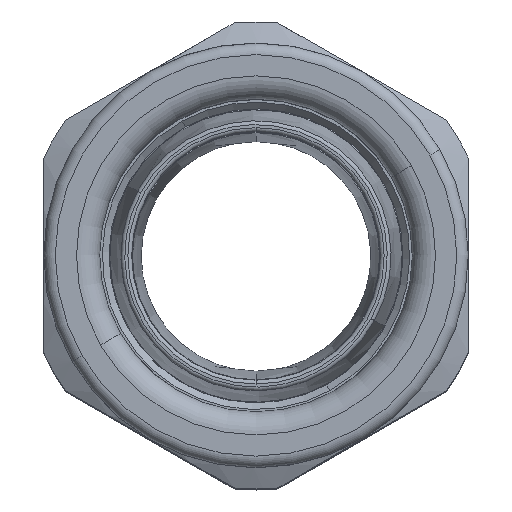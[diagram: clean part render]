
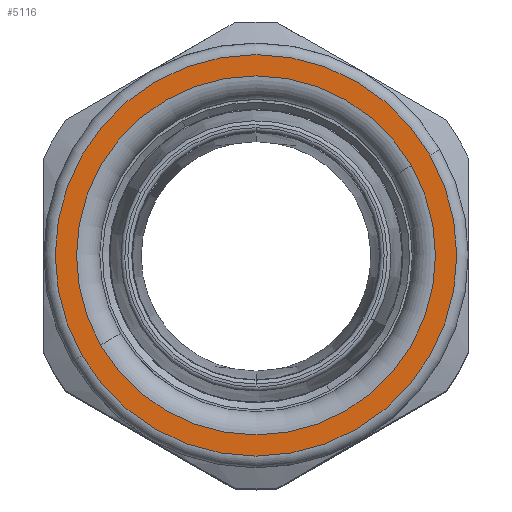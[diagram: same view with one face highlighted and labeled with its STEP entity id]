
A CAD part, top view. The second image highlights one B-rep face of the part: STEP entity #5116.
In plain terms, the highlighted planar face has unit normal (0, 0, 1).
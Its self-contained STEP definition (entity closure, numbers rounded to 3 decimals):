
#5004=AXIS2_PLACEMENT_3D('Circle Axis2P3D',#5002,#5003,$) ;
#5028=AXIS2_PLACEMENT_3D('Circle Axis2P3D',#5026,#5027,$) ;
#5092=AXIS2_PLACEMENT_3D('Plane Axis2P3D',#5089,#5090,#5091) ;
#5096=AXIS2_PLACEMENT_3D('Circle Axis2P3D',#5094,#5095,$) ;
#5105=AXIS2_PLACEMENT_3D('Circle Axis2P3D',#5103,#5104,$) ;
#4999=CARTESIAN_POINT('Vertex',(7.365,18.625,103.4)) ;
#5002=CARTESIAN_POINT('Axis2P3D Location',(27.5,30.25,103.4)) ;
#5006=CARTESIAN_POINT('Vertex',(47.635,41.875,103.4)) ;
#5026=CARTESIAN_POINT('Axis2P3D Location',(27.5,30.25,103.4)) ;
#5089=CARTESIAN_POINT('Axis2P3D Location',(27.5,30.25,103.4)) ;
#5094=CARTESIAN_POINT('Axis2P3D Location',(27.5,30.25,103.4)) ;
#5098=CARTESIAN_POINT('Vertex',(50.017,43.25,103.4)) ;
#5100=CARTESIAN_POINT('Vertex',(4.983,17.25,103.4)) ;
#5103=CARTESIAN_POINT('Axis2P3D Location',(27.5,30.25,103.4)) ;
#5003=DIRECTION('Axis2P3D Direction',(0.,0.,1.)) ;
#5027=DIRECTION('Axis2P3D Direction',(0.,0.,1.)) ;
#5090=DIRECTION('Axis2P3D Direction',(0.,0.,1.)) ;
#5091=DIRECTION('Axis2P3D XDirection',(-0.866,-0.5,0.)) ;
#5095=DIRECTION('Axis2P3D Direction',(0.,0.,1.)) ;
#5104=DIRECTION('Axis2P3D Direction',(0.,0.,1.)) ;
#5109=ORIENTED_EDGE('',*,*,#5102,.T.) ;
#5110=ORIENTED_EDGE('',*,*,#5107,.T.) ;
#5113=ORIENTED_EDGE('',*,*,#5030,.F.) ;
#5114=ORIENTED_EDGE('',*,*,#5008,.F.) ;
#5115=FACE_BOUND('',#5112,.T.) ;
#5116=ADVANCED_FACE('PartBody',(#5111,#5115),#5093,.T.) ;
#5005=CIRCLE('generated circle',#5004,23.25) ;
#5029=CIRCLE('generated circle',#5028,23.25) ;
#5097=CIRCLE('generated circle',#5096,26.) ;
#5106=CIRCLE('generated circle',#5105,26.) ;
#5008=EDGE_CURVE('',#5000,#5007,#5005,.T.) ;
#5030=EDGE_CURVE('',#5007,#5000,#5029,.T.) ;
#5102=EDGE_CURVE('',#5099,#5101,#5097,.T.) ;
#5107=EDGE_CURVE('',#5101,#5099,#5106,.T.) ;
#5108=EDGE_LOOP('',(#5109,#5110)) ;
#5112=EDGE_LOOP('',(#5113,#5114)) ;
#5111=FACE_OUTER_BOUND('',#5108,.T.) ;
#5093=PLANE('',#5092) ;
#5000=VERTEX_POINT('',#4999) ;
#5007=VERTEX_POINT('',#5006) ;
#5099=VERTEX_POINT('',#5098) ;
#5101=VERTEX_POINT('',#5100) ;
